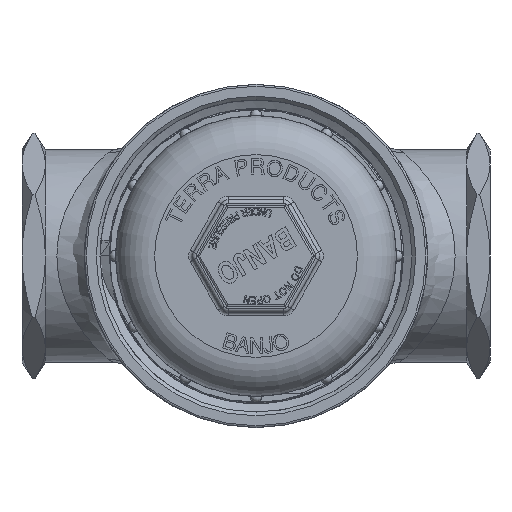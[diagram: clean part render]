
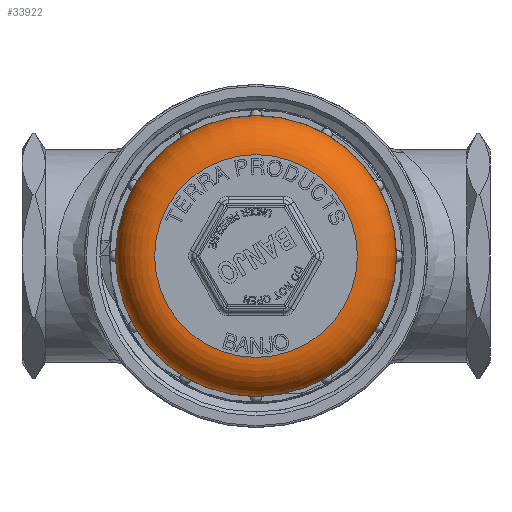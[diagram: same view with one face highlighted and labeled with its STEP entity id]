
A CAD part, front view. The second image highlights one B-rep face of the part: STEP entity #33922.
In plain terms, the highlighted toroidal (fillet/blend) face has major radius 41.275 mm and minor radius 15.875 mm.
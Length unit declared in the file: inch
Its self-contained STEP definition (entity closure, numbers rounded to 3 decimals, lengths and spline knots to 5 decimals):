
#960=TOROIDAL_SURFACE('',#36129,1.625,0.625);
#3123=FACE_OUTER_BOUND('',#5117,.T.);
#5117=EDGE_LOOP('',(#28079,#28080,#28081,#28082,#28083,#28084,#28085));
#8105=CIRCLE('',#35867,1.625);
#8106=CIRCLE('',#35868,1.625);
#8230=CIRCLE('',#36130,2.25);
#8231=CIRCLE('',#36131,0.625);
#8232=CIRCLE('',#36132,2.25);
#8233=CIRCLE('',#36133,2.25);
#15384=VERTEX_POINT('',#62561);
#15385=VERTEX_POINT('',#62562);
#15576=VERTEX_POINT('',#66388);
#15577=VERTEX_POINT('',#66389);
#15578=VERTEX_POINT('',#66392);
#19691=EDGE_CURVE('',#15384,#15385,#8105,.T.);
#19692=EDGE_CURVE('',#15385,#15384,#8106,.T.);
#20004=EDGE_CURVE('',#15576,#15577,#8230,.T.);
#20005=EDGE_CURVE('',#15577,#15385,#8231,.T.);
#20006=EDGE_CURVE('',#15577,#15578,#8232,.T.);
#20007=EDGE_CURVE('',#15578,#15576,#8233,.T.);
#28079=ORIENTED_EDGE('',*,*,#20004,.T.);
#28080=ORIENTED_EDGE('',*,*,#20005,.T.);
#28081=ORIENTED_EDGE('',*,*,#19692,.T.);
#28082=ORIENTED_EDGE('',*,*,#19691,.T.);
#28083=ORIENTED_EDGE('',*,*,#20005,.F.);
#28084=ORIENTED_EDGE('',*,*,#20006,.T.);
#28085=ORIENTED_EDGE('',*,*,#20007,.T.);
#33922=ADVANCED_FACE('',(#3123),#960,.T.);
#35867=AXIS2_PLACEMENT_3D('',#62563,#40089,#40090);
#35868=AXIS2_PLACEMENT_3D('',#62564,#40091,#40092);
#36129=AXIS2_PLACEMENT_3D('',#66387,#40707,#40708);
#36130=AXIS2_PLACEMENT_3D('',#66390,#40709,#40710);
#36131=AXIS2_PLACEMENT_3D('',#66391,#40711,#40712);
#36132=AXIS2_PLACEMENT_3D('',#66393,#40713,#40714);
#36133=AXIS2_PLACEMENT_3D('',#66394,#40715,#40716);
#40089=DIRECTION('center_axis',(0.,1.,0.));
#40090=DIRECTION('ref_axis',(1.,0.,0.));
#40091=DIRECTION('center_axis',(0.,1.,0.));
#40092=DIRECTION('ref_axis',(1.,0.,0.));
#40707=DIRECTION('center_axis',(0.,1.,0.));
#40708=DIRECTION('ref_axis',(0.,0.,1.));
#40709=DIRECTION('center_axis',(0.,-1.,0.));
#40710=DIRECTION('ref_axis',(1.,0.,0.));
#40711=DIRECTION('center_axis',(-1.,0.,0.));
#40712=DIRECTION('ref_axis',(0.,0.,-1.));
#40713=DIRECTION('center_axis',(0.,-1.,0.));
#40714=DIRECTION('ref_axis',(1.,0.,0.));
#40715=DIRECTION('center_axis',(0.,-1.,0.));
#40716=DIRECTION('ref_axis',(1.,0.,0.));
#62561=CARTESIAN_POINT('',(-1.625,0.,0.));
#62562=CARTESIAN_POINT('',(0.,0.,
-1.625));
#62563=CARTESIAN_POINT('Origin',(0.,0.,0.));
#62564=CARTESIAN_POINT('Origin',(0.,0.,0.));
#66387=CARTESIAN_POINT('Origin',(0.,0.625,0.));
#66388=CARTESIAN_POINT('',(-2.25,0.625,0.));
#66389=CARTESIAN_POINT('',(0.,0.625,-2.25));
#66390=CARTESIAN_POINT('Origin',(0.,0.625,0.));
#66391=CARTESIAN_POINT('Origin',(0.,0.625,-1.625));
#66392=CARTESIAN_POINT('',(2.25,0.625,0.));
#66393=CARTESIAN_POINT('Origin',(0.,0.625,0.));
#66394=CARTESIAN_POINT('Origin',(0.,0.625,0.));
